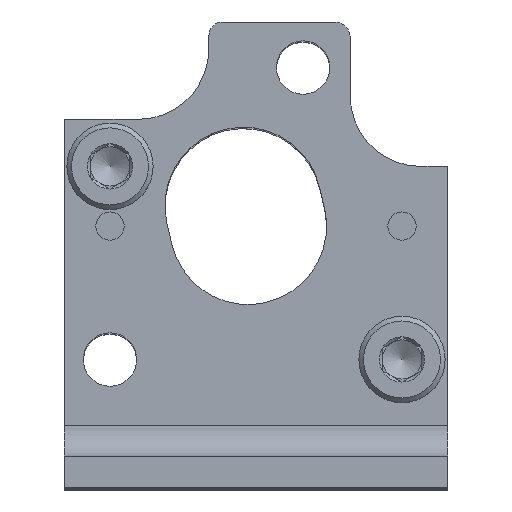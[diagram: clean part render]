
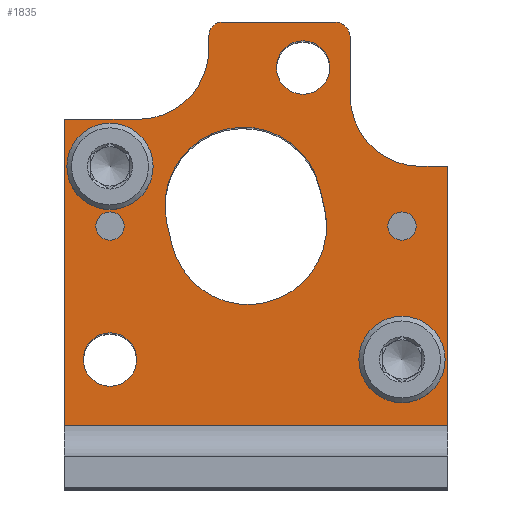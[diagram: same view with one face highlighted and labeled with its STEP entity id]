
A CAD part, top view. The second image highlights one B-rep face of the part: STEP entity #1835.
In plain terms, the highlighted face is planar.
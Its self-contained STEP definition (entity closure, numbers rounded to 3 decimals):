
#160=CIRCLE('',#2039,5.);
#161=CIRCLE('',#2040,5.);
#162=CIRCLE('',#2041,1.7);
#163=CIRCLE('',#2042,1.7);
#164=CIRCLE('',#2043,0.9);
#165=CIRCLE('',#2044,1.7);
#166=CIRCLE('',#2045,0.9);
#167=CIRCLE('',#2046,1.7);
#168=CIRCLE('',#2047,4.5);
#169=CIRCLE('',#2048,1.);
#170=CIRCLE('',#2049,0.85);
#171=CIRCLE('',#2050,4.5);
#434=ORIENTED_EDGE('',*,*,#821,.T.);
#435=ORIENTED_EDGE('',*,*,#822,.T.);
#436=ORIENTED_EDGE('',*,*,#823,.T.);
#437=ORIENTED_EDGE('',*,*,#824,.T.);
#438=ORIENTED_EDGE('',*,*,#825,.F.);
#439=ORIENTED_EDGE('',*,*,#826,.F.);
#440=ORIENTED_EDGE('',*,*,#827,.F.);
#441=ORIENTED_EDGE('',*,*,#828,.F.);
#442=ORIENTED_EDGE('',*,*,#829,.F.);
#443=ORIENTED_EDGE('',*,*,#830,.F.);
#444=ORIENTED_EDGE('',*,*,#831,.T.);
#445=ORIENTED_EDGE('',*,*,#832,.T.);
#446=ORIENTED_EDGE('',*,*,#833,.T.);
#447=ORIENTED_EDGE('',*,*,#834,.T.);
#448=ORIENTED_EDGE('',*,*,#835,.F.);
#449=ORIENTED_EDGE('',*,*,#796,.F.);
#450=ORIENTED_EDGE('',*,*,#836,.F.);
#451=ORIENTED_EDGE('',*,*,#837,.T.);
#452=ORIENTED_EDGE('',*,*,#838,.T.);
#453=ORIENTED_EDGE('',*,*,#839,.T.);
#454=ORIENTED_EDGE('',*,*,#840,.F.);
#455=ORIENTED_EDGE('',*,*,#841,.T.);
#796=EDGE_CURVE('',#1012,#1013,#1171,.T.);
#821=EDGE_CURVE('',#1036,#1037,#160,.T.);
#822=EDGE_CURVE('',#1037,#1038,#1184,.T.);
#823=EDGE_CURVE('',#1038,#1039,#161,.T.);
#824=EDGE_CURVE('',#1039,#1036,#1185,.T.);
#825=EDGE_CURVE('',#1040,#1040,#162,.T.);
#826=EDGE_CURVE('',#1041,#1041,#163,.T.);
#827=EDGE_CURVE('',#1042,#1042,#164,.T.);
#828=EDGE_CURVE('',#1043,#1043,#165,.T.);
#829=EDGE_CURVE('',#1044,#1044,#166,.T.);
#830=EDGE_CURVE('',#1045,#1045,#167,.T.);
#831=EDGE_CURVE('',#1046,#1047,#1186,.T.);
#832=EDGE_CURVE('',#1047,#1048,#1187,.T.);
#833=EDGE_CURVE('',#1048,#1049,#168,.T.);
#834=EDGE_CURVE('',#1049,#1050,#1188,.T.);
#835=EDGE_CURVE('',#1013,#1050,#169,.T.);
#836=EDGE_CURVE('',#1051,#1012,#170,.T.);
#837=EDGE_CURVE('',#1051,#1052,#1189,.T.);
#838=EDGE_CURVE('',#1052,#1053,#171,.T.);
#839=EDGE_CURVE('',#1053,#1054,#1190,.T.);
#840=EDGE_CURVE('',#1055,#1054,#1191,.T.);
#841=EDGE_CURVE('',#1055,#1046,#1192,.T.);
#1012=VERTEX_POINT('',#2953);
#1013=VERTEX_POINT('',#2954);
#1036=VERTEX_POINT('',#3004);
#1037=VERTEX_POINT('',#3005);
#1038=VERTEX_POINT('',#3007);
#1039=VERTEX_POINT('',#3009);
#1040=VERTEX_POINT('',#3012);
#1041=VERTEX_POINT('',#3014);
#1042=VERTEX_POINT('',#3016);
#1043=VERTEX_POINT('',#3018);
#1044=VERTEX_POINT('',#3020);
#1045=VERTEX_POINT('',#3022);
#1046=VERTEX_POINT('',#3024);
#1047=VERTEX_POINT('',#3025);
#1048=VERTEX_POINT('',#3027);
#1049=VERTEX_POINT('',#3029);
#1050=VERTEX_POINT('',#3031);
#1051=VERTEX_POINT('',#3034);
#1052=VERTEX_POINT('',#3036);
#1053=VERTEX_POINT('',#3038);
#1054=VERTEX_POINT('',#3040);
#1055=VERTEX_POINT('',#3042);
#1171=LINE('',#2952,#1309);
#1184=LINE('',#3006,#1322);
#1185=LINE('',#3010,#1323);
#1186=LINE('',#3023,#1324);
#1187=LINE('',#3026,#1325);
#1188=LINE('',#3030,#1326);
#1189=LINE('',#3035,#1327);
#1190=LINE('',#3039,#1328);
#1191=LINE('',#3041,#1329);
#1192=LINE('',#3043,#1330);
#1309=VECTOR('',#2389,1000.);
#1322=VECTOR('',#2432,1000.);
#1323=VECTOR('',#2435,1000.);
#1324=VECTOR('',#2448,1000.);
#1325=VECTOR('',#2449,1000.);
#1326=VECTOR('',#2452,1000.);
#1327=VECTOR('',#2457,1000.);
#1328=VECTOR('',#2460,1000.);
#1329=VECTOR('',#2461,1000.);
#1330=VECTOR('',#2462,1000.);
#1464=EDGE_LOOP('',(#434,#435,#436,#437));
#1465=EDGE_LOOP('',(#438));
#1466=EDGE_LOOP('',(#439));
#1467=EDGE_LOOP('',(#440));
#1468=EDGE_LOOP('',(#441));
#1469=EDGE_LOOP('',(#442));
#1470=EDGE_LOOP('',(#443));
#1471=EDGE_LOOP('',(#444,#445,#446,#447,#448,#449,#450,#451,#452,#453,#454,
#455));
#1636=FACE_BOUND('',#1464,.T.);
#1637=FACE_BOUND('',#1465,.T.);
#1638=FACE_BOUND('',#1466,.T.);
#1639=FACE_BOUND('',#1467,.T.);
#1640=FACE_BOUND('',#1468,.T.);
#1641=FACE_BOUND('',#1469,.T.);
#1642=FACE_BOUND('',#1470,.T.);
#1643=FACE_BOUND('',#1471,.T.);
#1756=PLANE('',#2038);
#1835=ADVANCED_FACE('',(#1636,#1637,#1638,#1639,#1640,#1641,#1642,#1643),
#1756,.F.);
#2038=AXIS2_PLACEMENT_3D('',#3002,#2428,#2429);
#2039=AXIS2_PLACEMENT_3D('',#3003,#2430,#2431);
#2040=AXIS2_PLACEMENT_3D('',#3008,#2433,#2434);
#2041=AXIS2_PLACEMENT_3D('',#3011,#2436,#2437);
#2042=AXIS2_PLACEMENT_3D('',#3013,#2438,#2439);
#2043=AXIS2_PLACEMENT_3D('',#3015,#2440,#2441);
#2044=AXIS2_PLACEMENT_3D('',#3017,#2442,#2443);
#2045=AXIS2_PLACEMENT_3D('',#3019,#2444,#2445);
#2046=AXIS2_PLACEMENT_3D('',#3021,#2446,#2447);
#2047=AXIS2_PLACEMENT_3D('',#3028,#2450,#2451);
#2048=AXIS2_PLACEMENT_3D('',#3032,#2453,#2454);
#2049=AXIS2_PLACEMENT_3D('',#3033,#2455,#2456);
#2050=AXIS2_PLACEMENT_3D('',#3037,#2458,#2459);
#2389=DIRECTION('',(-1.,0.,0.));
#2428=DIRECTION('',(0.,0.,1.));
#2429=DIRECTION('',(1.,0.,0.));
#2430=DIRECTION('',(0.,0.,1.));
#2431=DIRECTION('',(1.,0.,0.));
#2432=DIRECTION('',(-0.225,-0.974,0.));
#2433=DIRECTION('',(0.,0.,1.));
#2434=DIRECTION('',(1.,0.,0.));
#2435=DIRECTION('',(0.225,0.974,0.));
#2436=DIRECTION('',(0.,0.,-1.));
#2437=DIRECTION('',(-1.,0.,0.));
#2438=DIRECTION('',(0.,0.,-1.));
#2439=DIRECTION('',(-1.,0.,0.));
#2440=DIRECTION('',(0.,0.,-1.));
#2441=DIRECTION('',(-1.,0.,0.));
#2442=DIRECTION('',(0.,0.,-1.));
#2443=DIRECTION('',(-1.,0.,0.));
#2444=DIRECTION('',(0.,0.,-1.));
#2445=DIRECTION('',(-1.,0.,0.));
#2446=DIRECTION('',(0.,0.,-1.));
#2447=DIRECTION('',(-1.,0.,0.));
#2448=DIRECTION('',(0.,1.,0.));
#2449=DIRECTION('',(1.,0.,0.));
#2450=DIRECTION('',(0.,0.,1.));
#2451=DIRECTION('',(1.,0.,0.));
#2452=DIRECTION('',(0.,1.,0.));
#2453=DIRECTION('',(0.,0.,1.));
#2454=DIRECTION('',(1.,0.,0.));
#2455=DIRECTION('',(0.,0.,1.));
#2456=DIRECTION('',(1.,0.,0.));
#2457=DIRECTION('',(0.,-1.,0.));
#2458=DIRECTION('',(0.,0.,1.));
#2459=DIRECTION('',(1.,0.,0.));
#2460=DIRECTION('',(1.,0.,0.));
#2461=DIRECTION('',(0.,1.,0.));
#2462=DIRECTION('',(-1.,0.,0.));
#2952=CARTESIAN_POINT('',(12.2,29.7,-2.));
#2953=CARTESIAN_POINT('',(2.15,29.7,-2.));
#2954=CARTESIAN_POINT('',(-5.,29.7,-2.));
#3002=CARTESIAN_POINT('',(12.2,4.,-2.));
#3003=CARTESIAN_POINT('',(0.8,18.,-2.));
#3004=CARTESIAN_POINT('',(5.672,16.876,-2.));
#3005=CARTESIAN_POINT('',(-4.072,19.124,-2.));
#3006=CARTESIAN_POINT('',(-4.072,19.124,-2.));
#3007=CARTESIAN_POINT('',(-4.372,17.824,-2.));
#3008=CARTESIAN_POINT('',(0.5,16.7,-2.));
#3009=CARTESIAN_POINT('',(5.372,15.576,-2.));
#3010=CARTESIAN_POINT('',(5.372,15.576,-2.));
#3011=CARTESIAN_POINT('',(-3.,26.8,-2.));
#3012=CARTESIAN_POINT('',(-4.7,26.8,-2.));
#3013=CARTESIAN_POINT('',(9.3,20.5,-2.));
#3014=CARTESIAN_POINT('',(7.6,20.5,-2.));
#3015=CARTESIAN_POINT('',(9.3,16.7,-2.));
#3016=CARTESIAN_POINT('',(8.4,16.7,-2.));
#3017=CARTESIAN_POINT('',(9.3,8.2,-2.));
#3018=CARTESIAN_POINT('',(7.6,8.2,-2.));
#3019=CARTESIAN_POINT('',(-9.3,16.7,-2.));
#3020=CARTESIAN_POINT('',(-10.2,16.7,-2.));
#3021=CARTESIAN_POINT('',(-9.3,8.2,-2.));
#3022=CARTESIAN_POINT('',(-11.,8.2,-2.));
#3023=CARTESIAN_POINT('',(-12.2,4.,-2.));
#3024=CARTESIAN_POINT('',(-12.2,4.,-2.));
#3025=CARTESIAN_POINT('',(-12.2,20.5,-2.));
#3026=CARTESIAN_POINT('',(-12.2,20.5,-2.));
#3027=CARTESIAN_POINT('',(-10.5,20.5,-2.));
#3028=CARTESIAN_POINT('',(-10.5,25.,-2.));
#3029=CARTESIAN_POINT('',(-6.,25.,-2.));
#3030=CARTESIAN_POINT('',(-6.,25.,-2.));
#3031=CARTESIAN_POINT('',(-6.,28.7,-2.));
#3032=CARTESIAN_POINT('',(-5.,28.7,-2.));
#3033=CARTESIAN_POINT('',(2.15,28.85,-2.));
#3034=CARTESIAN_POINT('',(3.,28.85,-2.));
#3035=CARTESIAN_POINT('',(3.,28.85,-2.));
#3036=CARTESIAN_POINT('',(3.,28.,-2.));
#3037=CARTESIAN_POINT('',(7.5,28.,-2.));
#3038=CARTESIAN_POINT('',(7.5,23.5,-2.));
#3039=CARTESIAN_POINT('',(7.5,23.5,-2.));
#3040=CARTESIAN_POINT('',(12.2,23.5,-2.));
#3041=CARTESIAN_POINT('',(12.2,4.,-2.));
#3042=CARTESIAN_POINT('',(12.2,4.,-2.));
#3043=CARTESIAN_POINT('',(12.2,4.,-2.));
